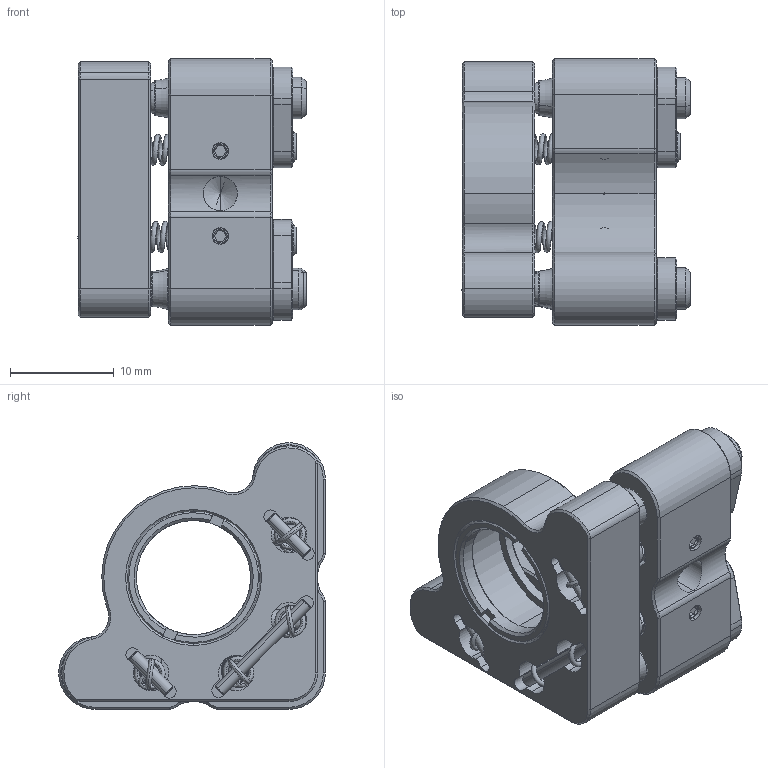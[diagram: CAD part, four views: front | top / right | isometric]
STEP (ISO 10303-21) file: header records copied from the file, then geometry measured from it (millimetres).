
FILE_DESCRIPTION (( 'STEP AP203' ), '1' );
FILE_NAME ('EMHS12.7-3B.STEP', '2025-06-17T01:28:45', ( '' ), ( '' ), 'SwSTEP 2.0', 'SolidWorks 2020', '' );
FILE_SCHEMA (( 'CONFIG_CONTROL_DESIGN' ));
Length unit declared in the file: millimetre
Products named in the file (1): EMHS12.7-3B
Bounding box: 22 x 25.7 x 25.7 mm (x, y, z)
Volume: 4965.1 mm3; surface area: 6528.5 mm2
Topology: 30 solids, 30 shells, 735 faces, 1961 edges, 1310 vertices
Faces by surface type: plane 267, cone 205, cylinder 177, torus 42, bspline 32, sphere 12
Entity records: 31237 total; most frequent: CARTESIAN_POINT 12803, ORIENTED_EDGE 3862, DIRECTION 3805, EDGE_CURVE 1931, AXIS2_PLACEMENT_3D 1423, VERTEX_POINT 1304, VECTOR 959, LINE 959
